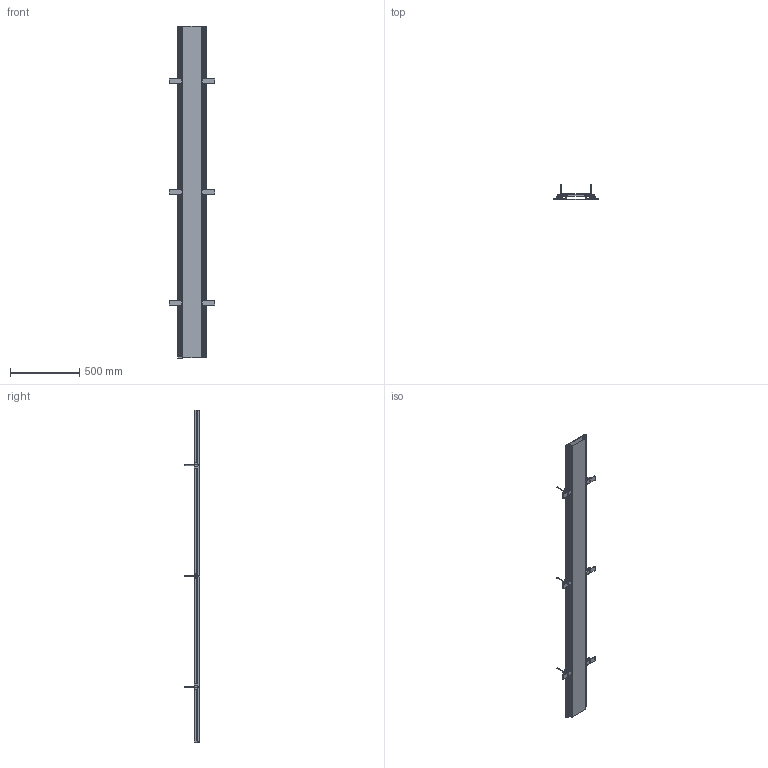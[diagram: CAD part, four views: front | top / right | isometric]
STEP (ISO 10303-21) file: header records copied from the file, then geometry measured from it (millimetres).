
FILE_DESCRIPTION (( 'STEP AP214' ), '1' );
FILE_NAME ('7424460.stp', '2018-04-20T05:54:57', ( '' ), ( '' ), 'SwSTEP 2.0', 'SolidWorks 2016', '' );
FILE_SCHEMA (( 'AUTOMOTIVE_DESIGN' ));
Length unit declared in the file: millimetre
Products named in the file (15): 001701_Nivellierst》ze 110; 001134_Standard; 108251_110 mm l„nge; 001133_Standard; 001232_Standard; 001132_Standard; 001131_Standard; 40731B_Standard; 43938B_39400954; 40737A_Standard; 43931A_Standard; 32812b_Standard; 43423F_Standard; 43926A_H=32; 7424460
Assembly tree (30 placements, depth 3):
  7424460
    43926A_H=32
    43423F_Standard  x2
    32812b_Standard  x2
    40737A_Standard  x3
      43931A_Standard
    40731B_Standard  x3
      43938B_39400954
    001232_Standard  x6
      001131_Standard
      001132_Standard
    001701_Nivellierst》ze 110  x6
      001133_Standard
      108251_110 mm l„nge
      001134_Standard
Bounding box: 326.73 x 112 x 2400 mm (x, y, z)
Volume: 3488532.4 mm3; surface area: 3311352.6 mm2
Topology: 41 solids, 41 shells, 1136 faces, 2840 edges, 1792 vertices
Faces by surface type: plane 882, cylinder 170, bspline 72, cone 12
Entity records: 11045 total; most frequent: CARTESIAN_POINT 3614, ORIENTED_EDGE 1312, DIRECTION 1234, EDGE_CURVE 656, LINE 554, VECTOR 554, VERTEX_POINT 416, AXIS2_PLACEMENT_3D 340
